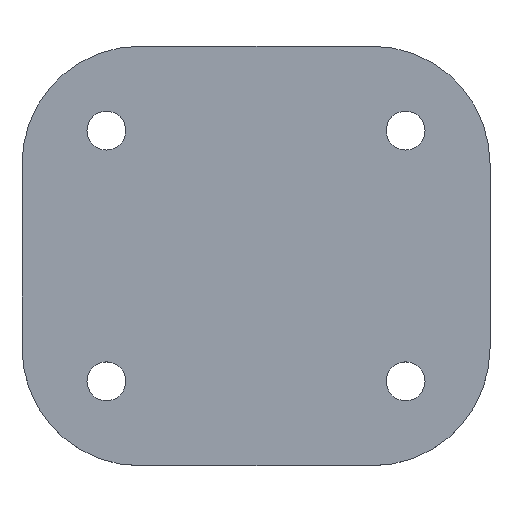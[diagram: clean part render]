
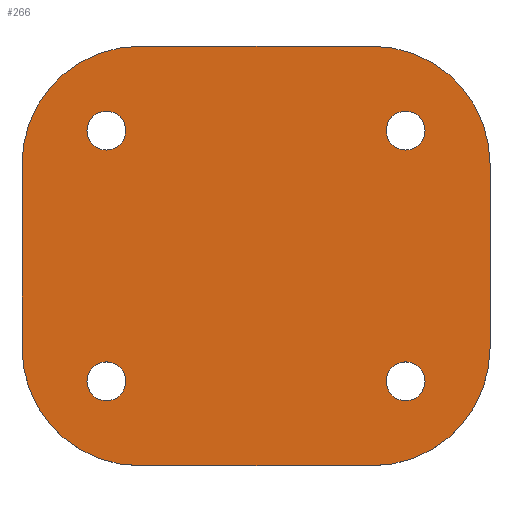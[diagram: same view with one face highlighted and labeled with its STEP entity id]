
A CAD part, top view. The second image highlights one B-rep face of the part: STEP entity #266.
In plain terms, the highlighted planar face has unit normal (0, 0, 1).
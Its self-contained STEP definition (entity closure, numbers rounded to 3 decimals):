
#15=FACE_BOUND('',#49,.T.);
#16=FACE_BOUND('',#50,.T.);
#17=FACE_BOUND('',#51,.T.);
#18=FACE_BOUND('',#52,.T.);
#24=PLANE('',#302);
#34=FACE_OUTER_BOUND('',#48,.T.);
#48=EDGE_LOOP('',(#201,#202,#203,#204,#205,#206,#207,#208));
#49=EDGE_LOOP('',(#209));
#50=EDGE_LOOP('',(#210));
#51=EDGE_LOOP('',(#211));
#52=EDGE_LOOP('',(#212));
#70=LINE('',#431,#90);
#73=LINE('',#437,#93);
#74=LINE('',#441,#94);
#75=LINE('',#445,#95);
#90=VECTOR('',#352,10.);
#93=VECTOR('',#357,10.);
#94=VECTOR('',#360,10.);
#95=VECTOR('',#363,10.);
#105=CIRCLE('',#290,1.65);
#107=CIRCLE('',#293,1.65);
#109=CIRCLE('',#296,1.65);
#111=CIRCLE('',#299,10.);
#113=CIRCLE('',#303,10.);
#114=CIRCLE('',#304,10.);
#115=CIRCLE('',#305,10.);
#116=CIRCLE('',#306,1.65);
#121=VERTEX_POINT('',#403);
#123=VERTEX_POINT('',#409);
#125=VERTEX_POINT('',#415);
#127=VERTEX_POINT('',#421);
#128=VERTEX_POINT('',#422);
#131=VERTEX_POINT('',#430);
#133=VERTEX_POINT('',#436);
#134=VERTEX_POINT('',#438);
#135=VERTEX_POINT('',#440);
#136=VERTEX_POINT('',#442);
#137=VERTEX_POINT('',#444);
#138=VERTEX_POINT('',#447);
#145=EDGE_CURVE('',#121,#121,#105,.T.);
#148=EDGE_CURVE('',#123,#123,#107,.T.);
#151=EDGE_CURVE('',#125,#125,#109,.T.);
#154=EDGE_CURVE('',#127,#128,#111,.T.);
#158=EDGE_CURVE('',#128,#131,#70,.F.);
#161=EDGE_CURVE('',#127,#133,#73,.T.);
#162=EDGE_CURVE('',#134,#133,#113,.T.);
#163=EDGE_CURVE('',#135,#134,#74,.F.);
#164=EDGE_CURVE('',#136,#135,#114,.T.);
#165=EDGE_CURVE('',#136,#137,#75,.T.);
#166=EDGE_CURVE('',#131,#137,#115,.T.);
#167=EDGE_CURVE('',#138,#138,#116,.T.);
#201=ORIENTED_EDGE('',*,*,#154,.F.);
#202=ORIENTED_EDGE('',*,*,#161,.T.);
#203=ORIENTED_EDGE('',*,*,#162,.F.);
#204=ORIENTED_EDGE('',*,*,#163,.F.);
#205=ORIENTED_EDGE('',*,*,#164,.F.);
#206=ORIENTED_EDGE('',*,*,#165,.T.);
#207=ORIENTED_EDGE('',*,*,#166,.F.);
#208=ORIENTED_EDGE('',*,*,#158,.F.);
#209=ORIENTED_EDGE('',*,*,#145,.T.);
#210=ORIENTED_EDGE('',*,*,#148,.T.);
#211=ORIENTED_EDGE('',*,*,#151,.T.);
#212=ORIENTED_EDGE('',*,*,#167,.T.);
#266=ADVANCED_FACE('',(#34,#15,#16,#17,#18),#24,.F.);
#290=AXIS2_PLACEMENT_3D('',#404,#323,#324);
#293=AXIS2_PLACEMENT_3D('',#410,#330,#331);
#296=AXIS2_PLACEMENT_3D('',#416,#337,#338);
#299=AXIS2_PLACEMENT_3D('',#423,#344,#345);
#302=AXIS2_PLACEMENT_3D('',#435,#355,#356);
#303=AXIS2_PLACEMENT_3D('',#439,#358,#359);
#304=AXIS2_PLACEMENT_3D('',#443,#361,#362);
#305=AXIS2_PLACEMENT_3D('',#446,#364,#365);
#306=AXIS2_PLACEMENT_3D('',#448,#366,#367);
#323=DIRECTION('center_axis',(0.,0.,-1.));
#324=DIRECTION('ref_axis',(1.,0.,0.));
#330=DIRECTION('center_axis',(0.,0.,-1.));
#331=DIRECTION('ref_axis',(1.,0.,0.));
#337=DIRECTION('center_axis',(0.,0.,-1.));
#338=DIRECTION('ref_axis',(1.,0.,0.));
#344=DIRECTION('center_axis',(0.,0.,-1.));
#345=DIRECTION('ref_axis',(0.707,-0.707,0.));
#352=DIRECTION('',(1.,0.,0.));
#355=DIRECTION('center_axis',(0.,0.,-1.));
#356=DIRECTION('ref_axis',(-1.,0.,0.));
#357=DIRECTION('',(0.,1.,0.));
#358=DIRECTION('center_axis',(0.,0.,-1.));
#359=DIRECTION('ref_axis',(0.707,0.707,0.));
#360=DIRECTION('',(-1.,0.,0.));
#361=DIRECTION('center_axis',(0.,0.,-1.));
#362=DIRECTION('ref_axis',(-0.707,0.707,0.));
#363=DIRECTION('',(0.,-1.,0.));
#364=DIRECTION('center_axis',(0.,0.,-1.));
#365=DIRECTION('ref_axis',(-0.707,-0.707,0.));
#366=DIRECTION('center_axis',(0.,0.,-1.));
#367=DIRECTION('ref_axis',(1.,0.,0.));
#403=CARTESIAN_POINT('',(-131.956,50.324,3.));
#404=CARTESIAN_POINT('Origin',(-130.306,50.324,3.));
#409=CARTESIAN_POINT('',(-157.388,29.018,3.));
#410=CARTESIAN_POINT('Origin',(-155.738,29.018,3.));
#415=CARTESIAN_POINT('',(-131.956,29.018,3.));
#416=CARTESIAN_POINT('Origin',(-130.306,29.018,3.));
#421=CARTESIAN_POINT('',(-123.134,31.846,3.));
#422=CARTESIAN_POINT('',(-133.134,21.846,3.));
#423=CARTESIAN_POINT('Origin',(-133.134,31.846,3.));
#430=CARTESIAN_POINT('',(-152.909,21.846,3.));
#431=CARTESIAN_POINT('',(81.728,21.846,3.));
#435=CARTESIAN_POINT('Origin',(0.016,-0.654,3.));
#436=CARTESIAN_POINT('',(-123.134,47.496,3.));
#437=CARTESIAN_POINT('',(-123.134,28.421,3.));
#438=CARTESIAN_POINT('',(-133.134,57.496,3.));
#439=CARTESIAN_POINT('Origin',(-133.134,47.496,3.));
#440=CARTESIAN_POINT('',(-152.909,57.496,3.));
#441=CARTESIAN_POINT('',(74.703,57.496,3.));
#442=CARTESIAN_POINT('',(-162.909,47.496,3.));
#443=CARTESIAN_POINT('Origin',(-152.909,47.496,3.));
#444=CARTESIAN_POINT('',(-162.909,31.846,3.));
#445=CARTESIAN_POINT('',(-162.909,10.346,3.));
#446=CARTESIAN_POINT('Origin',(-152.909,31.846,3.));
#447=CARTESIAN_POINT('',(-157.388,50.324,3.));
#448=CARTESIAN_POINT('Origin',(-155.738,50.324,3.));
